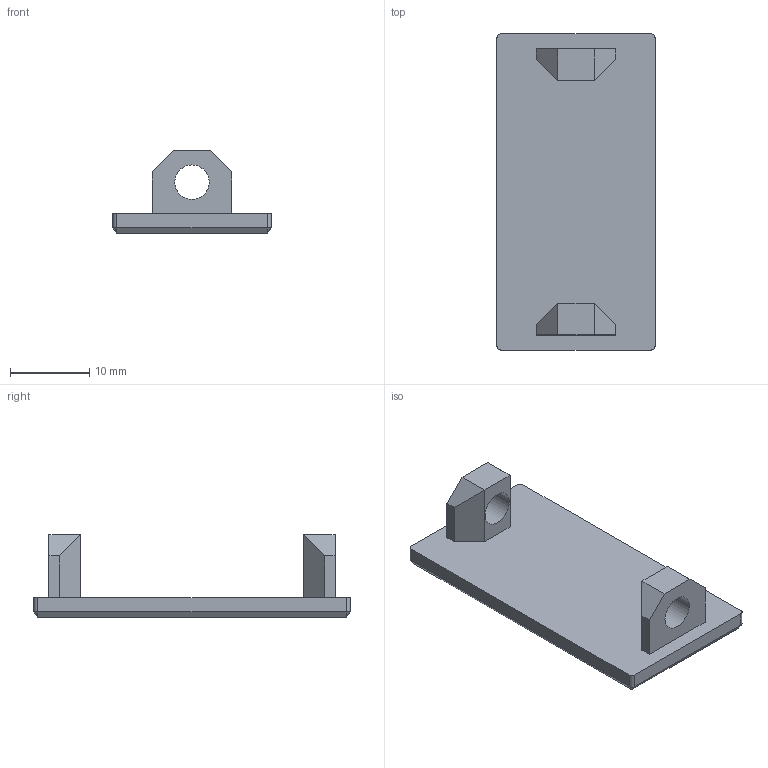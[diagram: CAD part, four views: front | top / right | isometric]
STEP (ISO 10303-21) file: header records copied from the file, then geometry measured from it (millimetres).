
FILE_DESCRIPTION(/* description */ (''),/* implementation_level */ '2;1');
FILE_NAME(/* name */ 'end_cap.stp',/* time_stamp */ '2017-09-24T11:52:05+02:00',/* author */ (''),/* organization */ (''),/* preprocessor_version */ 'ST-DEVELOPER v16.13',/* originating_system */ 'Autodesk Translation Framework v6.1.1.50',/* authorisation */ '');
FILE_SCHEMA (('AUTOMOTIVE_DESIGN { 1 0 10303 214 3 1 1 }'));
Length unit declared in the file: millimetre
Products named in the file (1): end_cap
Bounding box: 20 x 40 x 10.5 mm (x, y, z)
Volume: 2132.9 mm3; surface area: 2403 mm2
Topology: 1 solids, 1 shells, 55 faces, 117 edges, 74 vertices
Faces by surface type: plane 36, cylinder 8, bspline 7, cone 4
Full cylindrical faces by diameter (mm): 1.49 x2, 4.35 x2
Entity records: 2036 total; most frequent: CARTESIAN_POINT 847, DIRECTION 232, ORIENTED_EDGE 226, EDGE_CURVE 113, AXIS2_PLACEMENT_3D 79, LINE 74, VECTOR 74, VERTEX_POINT 74
